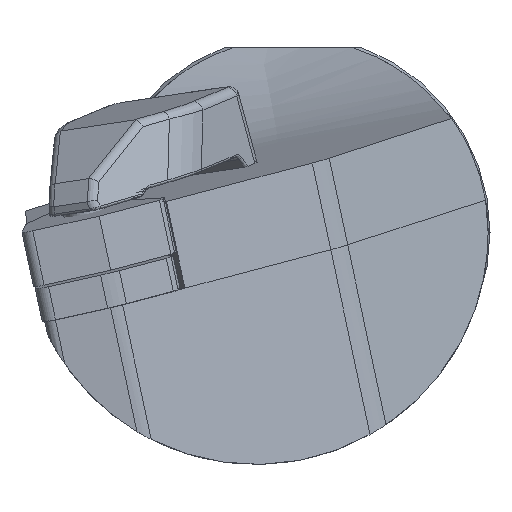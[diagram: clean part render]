
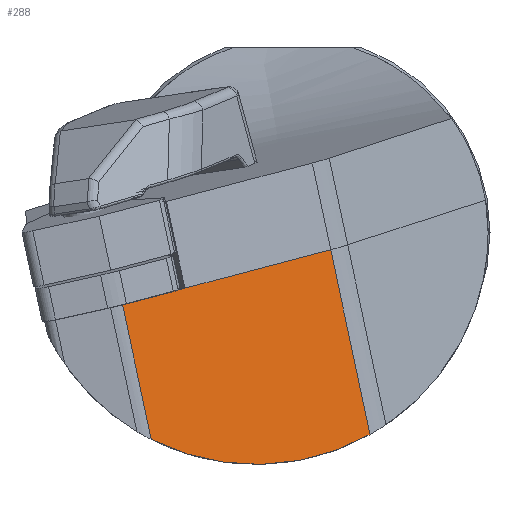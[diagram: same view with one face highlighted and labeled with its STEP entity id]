
A CAD part, left-side view. The second image highlights one B-rep face of the part: STEP entity #288.
In plain terms, the highlighted planar face has unit normal (-0.902, -0.432, -0.005).
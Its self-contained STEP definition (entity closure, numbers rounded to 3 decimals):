
#152=ELLIPSE('',#2089,20.898,18.85);
#288=ADVANCED_FACE('',(#451),#404,.F.);
#404=PLANE('',#2090);
#451=FACE_OUTER_BOUND('',#563,.T.);
#563=EDGE_LOOP('',(#990,#991,#992,#993,#994,#995));
#695=LINE('',#2933,#836);
#697=LINE('',#2942,#838);
#698=LINE('',#2943,#839);
#699=LINE('',#2945,#840);
#700=LINE('',#2947,#841);
#836=VECTOR('',#2332,1.);
#838=VECTOR('',#2336,1.);
#839=VECTOR('',#2337,1.);
#840=VECTOR('',#2338,1.);
#841=VECTOR('',#2339,1.);
#990=ORIENTED_EDGE('',*,*,#1745,.F.);
#991=ORIENTED_EDGE('',*,*,#1746,.T.);
#992=ORIENTED_EDGE('',*,*,#1747,.T.);
#993=ORIENTED_EDGE('',*,*,#1748,.F.);
#994=ORIENTED_EDGE('',*,*,#1749,.T.);
#995=ORIENTED_EDGE('',*,*,#1742,.T.);
#1555=VERTEX_POINT('',#2916);
#1557=VERTEX_POINT('',#2931);
#1559=VERTEX_POINT('',#2934);
#1561=VERTEX_POINT('',#2944);
#1562=VERTEX_POINT('',#2946);
#1563=VERTEX_POINT('',#2948);
#1742=EDGE_CURVE('',#1559,#1557,#695,.T.);
#1745=EDGE_CURVE('',#1555,#1557,#697,.T.);
#1746=EDGE_CURVE('',#1555,#1561,#698,.T.);
#1747=EDGE_CURVE('',#1561,#1562,#699,.T.);
#1748=EDGE_CURVE('',#1563,#1562,#700,.T.);
#1749=EDGE_CURVE('',#1563,#1559,#152,.T.);
#2089=AXIS2_PLACEMENT_3D('',#2949,#2340,#2341);
#2090=AXIS2_PLACEMENT_3D('',#2950,#2342,#2343);
#2332=DIRECTION('',(-0.105,0.207,0.973));
#2336=DIRECTION('',(0.419,-0.878,0.232));
#2337=DIRECTION('',(-0.419,0.878,-0.232));
#2338=DIRECTION('',(-0.419,0.878,-0.232));
#2339=DIRECTION('',(-0.105,0.207,0.973));
#2340=DIRECTION('',(-0.902,-0.432,-0.005));
#2341=DIRECTION('',(-0.432,0.902,0.011));
#2342=DIRECTION('',(0.902,0.432,0.005));
#2343=DIRECTION('',(0.432,-0.902,0.));
#2916=CARTESIAN_POINT('',(-200.069,14.125,-4.539));
#2931=CARTESIAN_POINT('',(-194.419,2.281,-1.414));
#2933=CARTESIAN_POINT('',(-237.556,87.613,400.04));
#2934=CARTESIAN_POINT('',(-192.806,-0.908,-16.419));
#2942=CARTESIAN_POINT('',(-194.419,2.281,-1.414));
#2943=CARTESIAN_POINT('',(-194.419,2.281,-1.414));
#2944=CARTESIAN_POINT('',(-200.302,14.613,-4.668));
#2945=CARTESIAN_POINT('',(-194.419,2.281,-1.414));
#2946=CARTESIAN_POINT('',(-202.482,19.184,-5.873));
#2947=CARTESIAN_POINT('',(-245.619,104.516,395.581));
#2948=CARTESIAN_POINT('',(-201.306,16.857,-16.822));
#2949=CARTESIAN_POINT('',(-197.331,8.351,0.));
#2950=CARTESIAN_POINT('',(-237.556,87.613,400.04));
